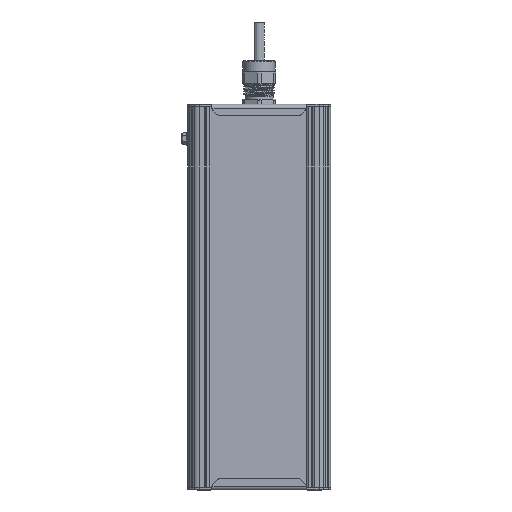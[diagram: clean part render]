
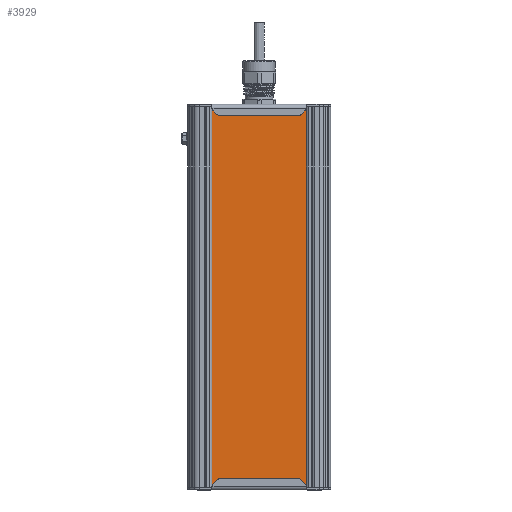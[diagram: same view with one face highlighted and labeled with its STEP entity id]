
A CAD part, front view. The second image highlights one B-rep face of the part: STEP entity #3929.
In plain terms, the highlighted face is planar.
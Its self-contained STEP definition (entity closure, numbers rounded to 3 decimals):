
#3929=ADVANCED_FACE('',(#28625),#28627,.T.);
#28625=FACE_BOUND('',#28626,.T.);
#28626=EDGE_LOOP('',(#37248,#37249,#37250,#37251));
#28627=PLANE('',#28628);
#28628=AXIS2_PLACEMENT_3D('',#28629,#28630,#28631);
#28629=CARTESIAN_POINT('',(4.499,-43.173,-298.));
#28630=DIRECTION('',(1.,0.,0.));
#28631=DIRECTION('',(0.,1.,0.));
#37248=ORIENTED_EDGE('',*,*,#42271,.T.);
#37249=ORIENTED_EDGE('',*,*,#42272,.T.);
#37250=ORIENTED_EDGE('',*,*,#42273,.F.);
#37251=ORIENTED_EDGE('',*,*,#42269,.F.);
#42269=EDGE_CURVE('',#46834,#46836,#46837,.T.);
#42271=EDGE_CURVE('',#46834,#46839,#46840,.T.);
#42272=EDGE_CURVE('',#46839,#46841,#46842,.T.);
#42273=EDGE_CURVE('',#46836,#46841,#46843,.T.);
#46834=VERTEX_POINT('',#60709);
#46836=VERTEX_POINT('',#60713);
#46837=LINE('',#60714,#60715);
#46839=VERTEX_POINT('',#60720);
#46840=LINE('',#60721,#60722);
#46841=VERTEX_POINT('',#60724);
#46842=LINE('',#60725,#60726);
#46843=LINE('',#60728,#60729);
#60709=CARTESIAN_POINT('',(4.499,-43.173,-298.));
#60713=CARTESIAN_POINT('',(4.499,-43.173,0.));
#60714=CARTESIAN_POINT('',(4.499,-43.173,-298.));
#60715=VECTOR('',#60716,1.);
#60716=DIRECTION('',(0.,0.,1.));
#60720=CARTESIAN_POINT('',(4.499,43.173,-298.));
#60721=CARTESIAN_POINT('',(4.499,-43.173,-298.));
#60722=VECTOR('',#60723,1.);
#60723=DIRECTION('',(0.,1.,0.));
#60724=CARTESIAN_POINT('',(4.499,43.173,0.));
#60725=CARTESIAN_POINT('',(4.499,43.173,-298.));
#60726=VECTOR('',#60727,1.);
#60727=DIRECTION('',(0.,0.,1.));
#60728=CARTESIAN_POINT('',(4.499,-43.173,0.));
#60729=VECTOR('',#60730,1.);
#60730=DIRECTION('',(0.,1.,0.));
